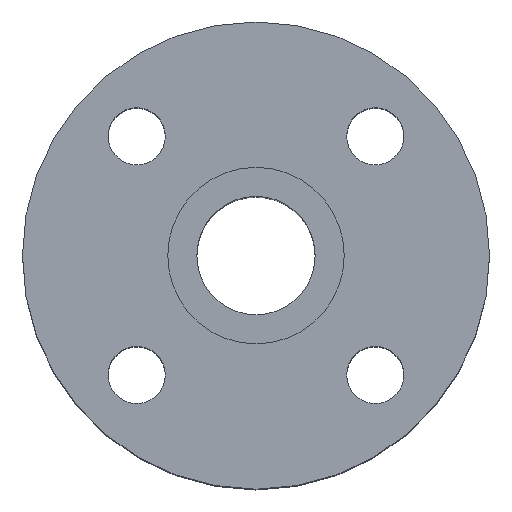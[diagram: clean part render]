
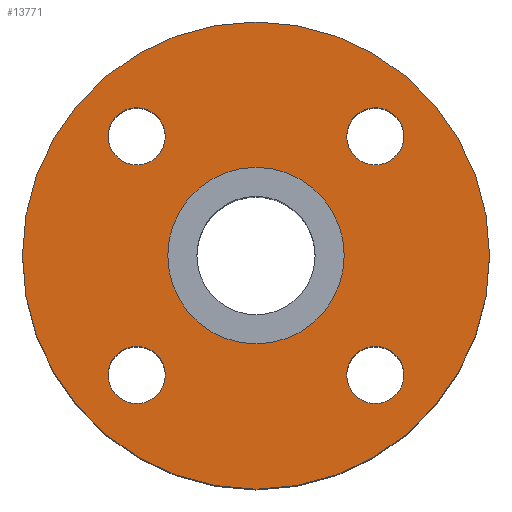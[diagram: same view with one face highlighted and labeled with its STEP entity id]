
A CAD part, top view. The second image highlights one B-rep face of the part: STEP entity #13771.
In plain terms, the highlighted planar face has unit normal (0, 0, 1).
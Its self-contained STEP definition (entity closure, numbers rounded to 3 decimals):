
#4 = EDGE_LOOP ( 'NONE', ( #2171, #4601 ) ) ;
#63 = CARTESIAN_POINT ( 'NONE',  ( -22.981, 22.981, -0.3 ) ) ;
#274 = CARTESIAN_POINT ( 'NONE',  ( 17.481, 22.981, -0.3 ) ) ;
#449 = CARTESIAN_POINT ( 'NONE',  ( -17., 0., -0.3 ) ) ;
#474 = DIRECTION ( 'NONE',  ( -1., 0., 0. ) ) ;
#715 = DIRECTION ( 'NONE',  ( 0., 0., 1. ) ) ;
#1266 = CARTESIAN_POINT ( 'NONE',  ( 22.981, 22.981, -0.3 ) ) ;
#1832 = DIRECTION ( 'NONE',  ( 0., 0., 1. ) ) ;
#1938 = ORIENTED_EDGE ( 'NONE', *, *, #26119, .T. ) ;
#2119 = CARTESIAN_POINT ( 'NONE',  ( -22.981, 22.981, -0.3 ) ) ;
#2123 = DIRECTION ( 'NONE',  ( 0., 0., 1. ) ) ;
#2171 = ORIENTED_EDGE ( 'NONE', *, *, #15990, .F. ) ;
#2320 = EDGE_LOOP ( 'NONE', ( #8653, #19446 ) ) ;
#2592 = DIRECTION ( 'NONE',  ( 0., 0., 1. ) ) ;
#2796 = ORIENTED_EDGE ( 'NONE', *, *, #21558, .F. ) ;
#3256 = CIRCLE ( 'NONE', #25516, 17. ) ;
#3270 = EDGE_LOOP ( 'NONE', ( #12484, #28190 ) ) ;
#3645 = FACE_BOUND ( 'NONE', #3270, .T. ) ;
#3866 = DIRECTION ( 'NONE',  ( 1., 0., 0. ) ) ;
#3991 = AXIS2_PLACEMENT_3D ( 'NONE', #2119, #1832, #28684 ) ;
#4309 = AXIS2_PLACEMENT_3D ( 'NONE', #13632, #2592, #27113 ) ;
#4568 = DIRECTION ( 'NONE',  ( 0., 1., 0. ) ) ;
#4601 = ORIENTED_EDGE ( 'NONE', *, *, #13230, .F. ) ;
#4787 = DIRECTION ( 'NONE',  ( 0., 0., 1. ) ) ;
#4940 = CARTESIAN_POINT ( 'NONE',  ( 0., 0., -0.3 ) ) ;
#5954 = CARTESIAN_POINT ( 'NONE',  ( -17.481, 22.981, -0.3 ) ) ;
#5971 = DIRECTION ( 'NONE',  ( -1., 0., 0. ) ) ;
#6174 = AXIS2_PLACEMENT_3D ( 'NONE', #20157, #9936, #11980 ) ;
#6206 = VERTEX_POINT ( 'NONE', #15402 ) ;
#7018 = VERTEX_POINT ( 'NONE', #449 ) ;
#7139 = CIRCLE ( 'NONE', #23361, 45. ) ;
#7167 = CARTESIAN_POINT ( 'NONE',  ( -45., 0., -0.3 ) ) ;
#7192 = CARTESIAN_POINT ( 'NONE',  ( 17.481, -22.981, -0.3 ) ) ;
#7493 = EDGE_CURVE ( 'NONE', #21774, #11860, #14200, .T. ) ;
#8226 = DIRECTION ( 'NONE',  ( 0., 0., 1. ) ) ;
#8653 = ORIENTED_EDGE ( 'NONE', *, *, #19348, .F. ) ;
#8910 = DIRECTION ( 'NONE',  ( 0., 0., 1. ) ) ;
#9005 = CARTESIAN_POINT ( 'NONE',  ( 0., 0., -0.3 ) ) ;
#9936 = DIRECTION ( 'NONE',  ( 0., 0., 1. ) ) ;
#10061 = CARTESIAN_POINT ( 'NONE',  ( -17.481, -22.981, -0.3 ) ) ;
#10075 = DIRECTION ( 'NONE',  ( 0., -1., 0. ) ) ;
#10800 = CIRCLE ( 'NONE', #11739, 5.5 ) ;
#11051 = AXIS2_PLACEMENT_3D ( 'NONE', #24675, #4787, #13793 ) ;
#11081 = CARTESIAN_POINT ( 'NONE',  ( 17., 0., -0.3 ) ) ;
#11096 = AXIS2_PLACEMENT_3D ( 'NONE', #24793, #26806, #15636 ) ;
#11739 = AXIS2_PLACEMENT_3D ( 'NONE', #12079, #14264, #474 ) ;
#11860 = VERTEX_POINT ( 'NONE', #5954 ) ;
#11980 = DIRECTION ( 'NONE',  ( -1., 0., 0. ) ) ;
#12079 = CARTESIAN_POINT ( 'NONE',  ( -22.981, -22.981, -0.3 ) ) ;
#12285 = EDGE_CURVE ( 'NONE', #22489, #23022, #23597, .T. ) ;
#12403 = CARTESIAN_POINT ( 'NONE',  ( 22.981, -22.981, -0.3 ) ) ;
#12484 = ORIENTED_EDGE ( 'NONE', *, *, #23632, .F. ) ;
#12833 = VERTEX_POINT ( 'NONE', #7192 ) ;
#13107 = VERTEX_POINT ( 'NONE', #11081 ) ;
#13230 = EDGE_CURVE ( 'NONE', #7018, #13107, #18992, .T. ) ;
#13632 = CARTESIAN_POINT ( 'NONE',  ( 22.981, 22.981, -0.3 ) ) ;
#13634 = CIRCLE ( 'NONE', #17324, 5.5 ) ;
#13771 = ADVANCED_FACE ( 'NONE', ( #28605, #15254, #26423, #3645, #21941, #17145 ), #23681, .F. ) ;
#13793 = DIRECTION ( 'NONE',  ( 0., -1., 0. ) ) ;
#14081 = DIRECTION ( 'NONE',  ( 1., 0., 0. ) ) ;
#14200 = CIRCLE ( 'NONE', #3991, 5.5 ) ;
#14264 = DIRECTION ( 'NONE',  ( 0., 0., 1. ) ) ;
#14295 = AXIS2_PLACEMENT_3D ( 'NONE', #63, #8910, #4568 ) ;
#14819 = AXIS2_PLACEMENT_3D ( 'NONE', #9005, #17725, #22518 ) ;
#15254 = FACE_BOUND ( 'NONE', #2320, .T. ) ;
#15402 = CARTESIAN_POINT ( 'NONE',  ( -28.481, -22.981, -0.3 ) ) ;
#15525 = VERTEX_POINT ( 'NONE', #10061 ) ;
#15636 = DIRECTION ( 'NONE',  ( 1., 0., 0. ) ) ;
#15990 = EDGE_CURVE ( 'NONE', #13107, #7018, #3256, .T. ) ;
#17145 = FACE_OUTER_BOUND ( 'NONE', #20730, .T. ) ;
#17324 = AXIS2_PLACEMENT_3D ( 'NONE', #1266, #8226, #3866 ) ;
#17725 = DIRECTION ( 'NONE',  ( 0., 0., 1. ) ) ;
#17907 = CARTESIAN_POINT ( 'NONE',  ( -28.481, 22.981, -0.3 ) ) ;
#18213 = VERTEX_POINT ( 'NONE', #24320 ) ;
#18390 = CARTESIAN_POINT ( 'NONE',  ( 28.481, -22.981, -0.3 ) ) ;
#18745 = CARTESIAN_POINT ( 'NONE',  ( 45., 0., -0.3 ) ) ;
#18992 = CIRCLE ( 'NONE', #14819, 17. ) ;
#19090 = DIRECTION ( 'NONE',  ( 0., 0., 1. ) ) ;
#19348 = EDGE_CURVE ( 'NONE', #15525, #6206, #10800, .T. ) ;
#19446 = ORIENTED_EDGE ( 'NONE', *, *, #19914, .F. ) ;
#19672 = CIRCLE ( 'NONE', #4309, 5.5 ) ;
#19842 = DIRECTION ( 'NONE',  ( 1., 0., 0. ) ) ;
#19914 = EDGE_CURVE ( 'NONE', #6206, #15525, #27498, .T. ) ;
#20157 = CARTESIAN_POINT ( 'NONE',  ( -22.981, -22.981, -0.3 ) ) ;
#20424 = ORIENTED_EDGE ( 'NONE', *, *, #12285, .T. ) ;
#20585 = AXIS2_PLACEMENT_3D ( 'NONE', #12403, #19090, #10075 ) ;
#20730 = EDGE_LOOP ( 'NONE', ( #1938, #20424 ) ) ;
#20788 = CIRCLE ( 'NONE', #14295, 5.5 ) ;
#21299 = AXIS2_PLACEMENT_3D ( 'NONE', #28167, #21647, #5971 ) ;
#21558 = EDGE_CURVE ( 'NONE', #24613, #12833, #25681, .T. ) ;
#21647 = DIRECTION ( 'NONE',  ( 0., 0., -1. ) ) ;
#21774 = VERTEX_POINT ( 'NONE', #17907 ) ;
#21941 = FACE_BOUND ( 'NONE', #4, .T. ) ;
#22489 = VERTEX_POINT ( 'NONE', #7167 ) ;
#22518 = DIRECTION ( 'NONE',  ( 1., 0., 0. ) ) ;
#23002 = EDGE_LOOP ( 'NONE', ( #2796, #28581 ) ) ;
#23022 = VERTEX_POINT ( 'NONE', #18745 ) ;
#23361 = AXIS2_PLACEMENT_3D ( 'NONE', #28393, #2123, #19842 ) ;
#23555 = CIRCLE ( 'NONE', #11051, 5.5 ) ;
#23597 = CIRCLE ( 'NONE', #11096, 45. ) ;
#23632 = EDGE_CURVE ( 'NONE', #18213, #25127, #19672, .T. ) ;
#23681 = PLANE ( 'NONE',  #21299 ) ;
#23963 = EDGE_LOOP ( 'NONE', ( #26181, #28228 ) ) ;
#24320 = CARTESIAN_POINT ( 'NONE',  ( 28.481, 22.981, -0.3 ) ) ;
#24613 = VERTEX_POINT ( 'NONE', #18390 ) ;
#24675 = CARTESIAN_POINT ( 'NONE',  ( 22.981, -22.981, -0.3 ) ) ;
#24793 = CARTESIAN_POINT ( 'NONE',  ( 0., 0., -0.3 ) ) ;
#25127 = VERTEX_POINT ( 'NONE', #274 ) ;
#25516 = AXIS2_PLACEMENT_3D ( 'NONE', #4940, #715, #14081 ) ;
#25681 = CIRCLE ( 'NONE', #20585, 5.5 ) ;
#26096 = EDGE_CURVE ( 'NONE', #25127, #18213, #13634, .T. ) ;
#26119 = EDGE_CURVE ( 'NONE', #23022, #22489, #7139, .T. ) ;
#26181 = ORIENTED_EDGE ( 'NONE', *, *, #26991, .F. ) ;
#26423 = FACE_BOUND ( 'NONE', #23963, .T. ) ;
#26806 = DIRECTION ( 'NONE',  ( 0., 0., 1. ) ) ;
#26991 = EDGE_CURVE ( 'NONE', #11860, #21774, #20788, .T. ) ;
#27113 = DIRECTION ( 'NONE',  ( 1., 0., 0. ) ) ;
#27381 = EDGE_CURVE ( 'NONE', #12833, #24613, #23555, .T. ) ;
#27498 = CIRCLE ( 'NONE', #6174, 5.5 ) ;
#28167 = CARTESIAN_POINT ( 'NONE',  ( 0., 17., -0.3 ) ) ;
#28190 = ORIENTED_EDGE ( 'NONE', *, *, #26096, .F. ) ;
#28228 = ORIENTED_EDGE ( 'NONE', *, *, #7493, .F. ) ;
#28393 = CARTESIAN_POINT ( 'NONE',  ( 0., 0., -0.3 ) ) ;
#28581 = ORIENTED_EDGE ( 'NONE', *, *, #27381, .F. ) ;
#28605 = FACE_BOUND ( 'NONE', #23002, .T. ) ;
#28684 = DIRECTION ( 'NONE',  ( 0., 1., 0. ) ) ;
